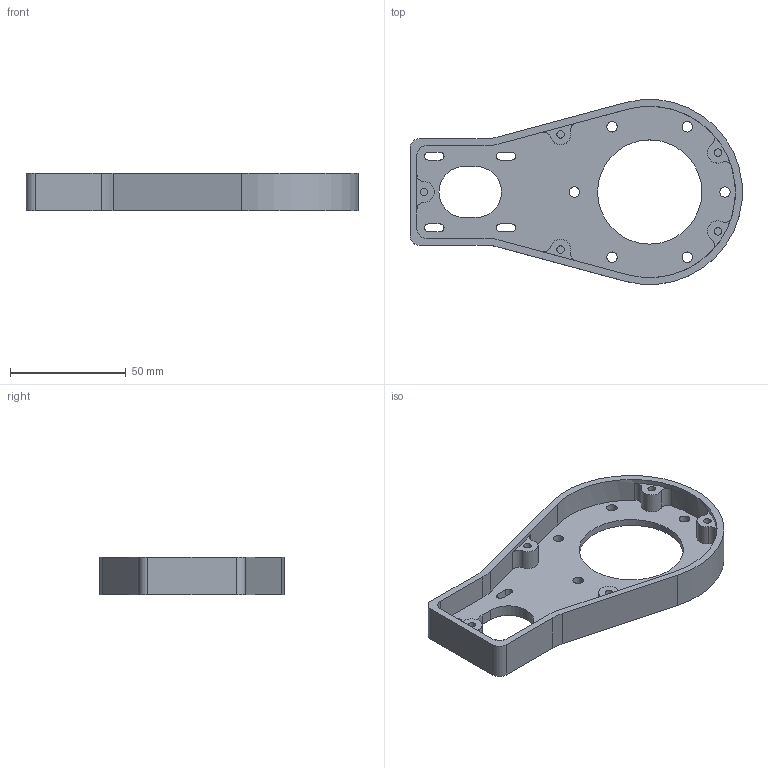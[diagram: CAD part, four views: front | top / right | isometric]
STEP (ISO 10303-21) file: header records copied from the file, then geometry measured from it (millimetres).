
FILE_DESCRIPTION(/* description */ ('Alibre Inc.'),/* implementation_level */ '2;1');
FILE_NAME(/* name */ 'export0',/* time_stamp */ '2011-11-16T18:40:55+11:00',/* author */ (''),/* organization */ (''),/* preprocessor_version */ 'ST-DEVELOPER v14',/* originating_system */ 'Alibre',/* authorisation */ '');
FILE_SCHEMA (('ALIBRE_SCHEMA','CONFIG_CONTROL_DESIGN'));
Length unit declared in the file: centimetre
Products named in the file (1): ID_1
Bounding box: 143.35 x 79.7 x 16 mm (x, y, z)
Volume: 44332.6 mm3; surface area: 25356.2 mm2
Topology: 1 solids, 1 shells, 82 faces, 225 edges, 152 vertices
Faces by surface type: cylinder 48, plane 34
Full cylindrical faces by diameter (mm): 3.242 x5, 4.5 x6, 45 x1, 55 x1
Entity records: 5875 total; most frequent: CARTESIAN_POINT 900, DIRECTION 556, ORIENTED_EDGE 412, PERSISTANTTOPOLOGYATTRIBUTE 334, REFERENCEDEPENDENTUV 325, CONSTRAINTPAIRUV 246, VECTOR 207, EDGE_CURVE 206
